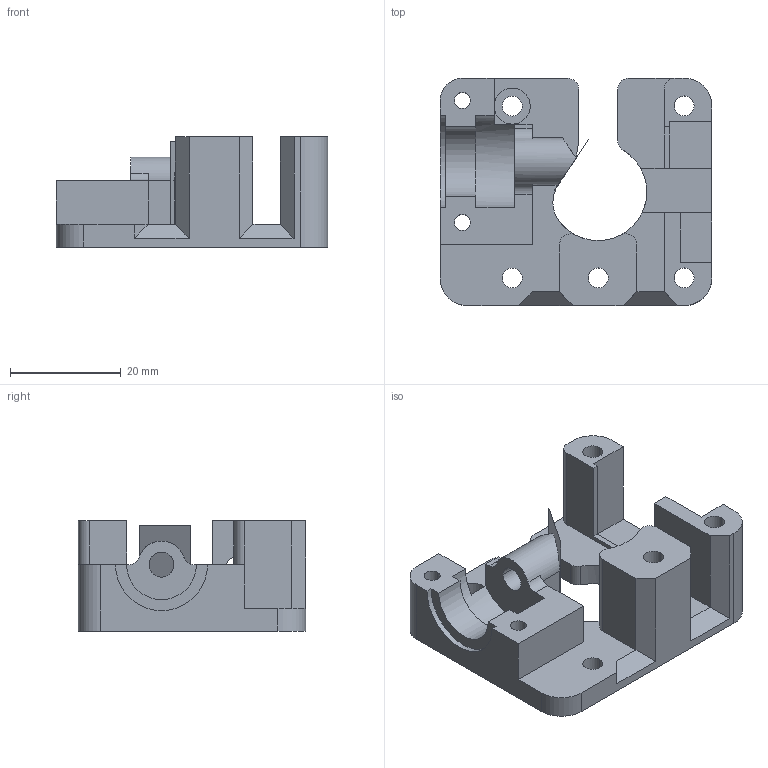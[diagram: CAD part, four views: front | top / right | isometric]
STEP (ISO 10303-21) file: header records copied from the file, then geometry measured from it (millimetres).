
FILE_DESCRIPTION (( 'STEP AP203' ), '1' );
FILE_NAME ('hot end mount-body.STEP', '2018-05-17T17:53:36', ( '' ), ( '' ), 'SwSTEP 2.0', 'SolidWorks 2018', '' );
FILE_SCHEMA (( 'CONFIG_CONTROL_DESIGN' ));
Length unit declared in the file: millimetre
Products named in the file (1): hot end mount-body
Bounding box: 49 x 41 x 19.9 mm (x, y, z)
Surface area: 8629.8 mm2 (no closed solid volume)
Topology: 0 solids, 2 shells, 95 faces, 275 edges, 182 vertices
Faces by surface type: plane 55, cylinder 40
Entity records: 3250 total; most frequent: CARTESIAN_POINT 571, DIRECTION 546, ORIENTED_EDGE 546, EDGE_CURVE 275, VECTOR 184, LINE 184, VERTEX_POINT 182, AXIS2_PLACEMENT_3D 181
